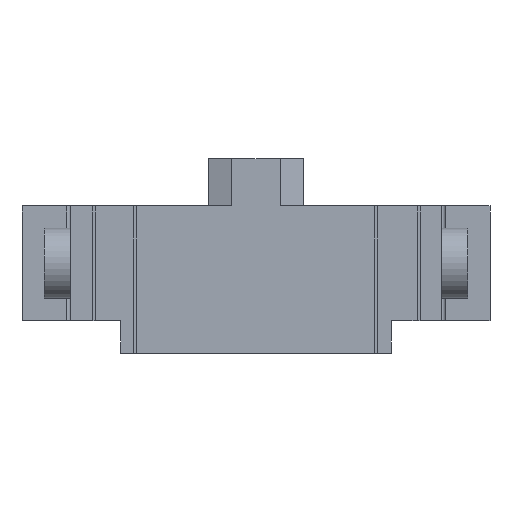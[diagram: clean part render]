
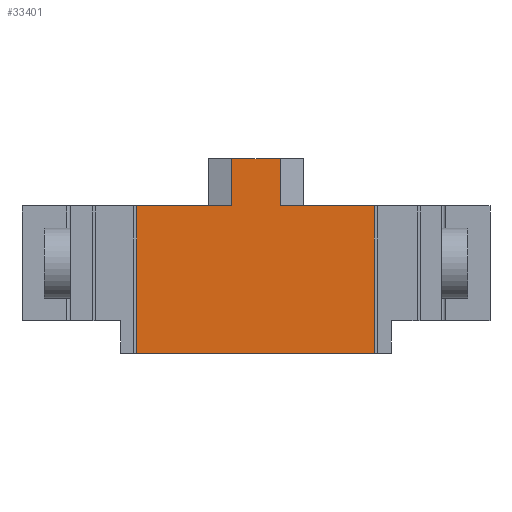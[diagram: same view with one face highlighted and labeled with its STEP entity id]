
A CAD part, front view. The second image highlights one B-rep face of the part: STEP entity #33401.
In plain terms, the highlighted planar face has unit normal (0, -1, 0).
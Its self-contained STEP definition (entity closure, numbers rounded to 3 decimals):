
#3258 = PLANE('',#3259);
#3259 = AXIS2_PLACEMENT_3D('',#3260,#3261,#3262);
#3260 = CARTESIAN_POINT('',(-15.9,-40.,3.4));
#3261 = DIRECTION('',(0.,0.,1.));
#3262 = DIRECTION('',(1.,0.,-0.));
#4476 = PLANE('',#4477);
#4477 = AXIS2_PLACEMENT_3D('',#4478,#4479,#4480);
#4478 = CARTESIAN_POINT('',(-12.6,-39.9,-6.6));
#4479 = DIRECTION('',(0.,0.,-1.));
#4480 = DIRECTION('',(0.,1.,0.));
#5736 = PLANE('',#5737);
#5737 = AXIS2_PLACEMENT_3D('',#5738,#5739,#5740);
#5738 = CARTESIAN_POINT('',(-15.9,-40.,3.4));
#5739 = DIRECTION('',(0.,0.,1.));
#5740 = DIRECTION('',(1.,0.,-0.));
#8755 = VERTEX_POINT('',#8756);
#8756 = CARTESIAN_POINT('',(1.65,-39.9,3.4));
#8772 = PLANE('',#8773);
#8773 = AXIS2_PLACEMENT_3D('',#8774,#8775,#8776);
#8774 = CARTESIAN_POINT('',(2.45,-39.667,3.4));
#8775 = DIRECTION('',(0.28,-0.96,0.));
#8776 = DIRECTION('',(0.,0.,-1.));
#8784 = EDGE_CURVE('',#8785,#8755,#8787,.T.);
#8785 = VERTEX_POINT('',#8786);
#8786 = CARTESIAN_POINT('',(8.05,-39.9,3.4));
#8787 = SURFACE_CURVE('',#8788,(#8792,#8799),.PCURVE_S1.);
#8788 = LINE('',#8789,#8790);
#8789 = CARTESIAN_POINT('',(12.6,-39.9,3.4));
#8790 = VECTOR('',#8791,1.);
#8791 = DIRECTION('',(-1.,0.,0.));
#8792 = PCURVE('',#3258,#8793);
#8793 = DEFINITIONAL_REPRESENTATION('',(#8794),#8798);
#8794 = LINE('',#8795,#8796);
#8795 = CARTESIAN_POINT('',(28.5,0.1));
#8796 = VECTOR('',#8797,1.);
#8797 = DIRECTION('',(-1.,0.));
#8798 = ( GEOMETRIC_REPRESENTATION_CONTEXT(2) 
PARAMETRIC_REPRESENTATION_CONTEXT() REPRESENTATION_CONTEXT('2D SPACE',''
  ) );
#8799 = PCURVE('',#8800,#8805);
#8800 = PLANE('',#8801);
#8801 = AXIS2_PLACEMENT_3D('',#8802,#8803,#8804);
#8802 = CARTESIAN_POINT('',(8.,-39.9,-6.6));
#8803 = DIRECTION('',(0.,1.,0.));
#8804 = DIRECTION('',(0.,0.,1.));
#8805 = DEFINITIONAL_REPRESENTATION('',(#8806),#8810);
#8806 = LINE('',#8807,#8808);
#8807 = CARTESIAN_POINT('',(10.,4.6));
#8808 = VECTOR('',#8809,1.);
#8809 = DIRECTION('',(0.,-1.));
#8810 = ( GEOMETRIC_REPRESENTATION_CONTEXT(2) 
PARAMETRIC_REPRESENTATION_CONTEXT() REPRESENTATION_CONTEXT('2D SPACE',''
  ) );
#8828 = PLANE('',#8829);
#8829 = AXIS2_PLACEMENT_3D('',#8830,#8831,#8832);
#8830 = CARTESIAN_POINT('',(8.05,-39.9,-6.6));
#8831 = DIRECTION('',(-1.,0.,0.));
#8832 = DIRECTION('',(0.,0.,1.));
#15137 = EDGE_CURVE('',#15138,#15140,#15142,.T.);
#15138 = VERTEX_POINT('',#15139);
#15139 = CARTESIAN_POINT('',(8.05,-39.9,-6.6));
#15140 = VERTEX_POINT('',#15141);
#15141 = CARTESIAN_POINT('',(-8.1,-39.9,-6.6));
#15142 = SURFACE_CURVE('',#15143,(#15147,#15154),.PCURVE_S1.);
#15143 = LINE('',#15144,#15145);
#15144 = CARTESIAN_POINT('',(8.05,-39.9,-6.6));
#15145 = VECTOR('',#15146,1.);
#15146 = DIRECTION('',(-1.,0.,0.));
#15147 = PCURVE('',#4476,#15148);
#15148 = DEFINITIONAL_REPRESENTATION('',(#15149),#15153);
#15149 = LINE('',#15150,#15151);
#15150 = CARTESIAN_POINT('',(0.,20.65));
#15151 = VECTOR('',#15152,1.);
#15152 = DIRECTION('',(0.,-1.));
#15153 = ( GEOMETRIC_REPRESENTATION_CONTEXT(2) 
PARAMETRIC_REPRESENTATION_CONTEXT() REPRESENTATION_CONTEXT('2D SPACE',''
  ) );
#15154 = PCURVE('',#8800,#15155);
#15155 = DEFINITIONAL_REPRESENTATION('',(#15156),#15160);
#15156 = LINE('',#15157,#15158);
#15157 = CARTESIAN_POINT('',(0.,0.05));
#15158 = VECTOR('',#15159,1.);
#15159 = DIRECTION('',(0.,-1.));
#15160 = ( GEOMETRIC_REPRESENTATION_CONTEXT(2) 
PARAMETRIC_REPRESENTATION_CONTEXT() REPRESENTATION_CONTEXT('2D SPACE',''
  ) );
#15178 = PLANE('',#15179);
#15179 = AXIS2_PLACEMENT_3D('',#15180,#15181,#15182);
#15180 = CARTESIAN_POINT('',(-8.1,-39.1,-6.6));
#15181 = DIRECTION('',(-1.,0.,0.));
#15182 = DIRECTION('',(0.,0.,1.));
#16100 = VERTEX_POINT('',#16101);
#16101 = CARTESIAN_POINT('',(-8.1,-39.9,3.4));
#16122 = EDGE_CURVE('',#16123,#16100,#16125,.T.);
#16123 = VERTEX_POINT('',#16124);
#16124 = CARTESIAN_POINT('',(-1.65,-39.9,3.4));
#16125 = SURFACE_CURVE('',#16126,(#16130,#16137),.PCURVE_S1.);
#16126 = LINE('',#16127,#16128);
#16127 = CARTESIAN_POINT('',(12.6,-39.9,3.4));
#16128 = VECTOR('',#16129,1.);
#16129 = DIRECTION('',(-1.,0.,0.));
#16130 = PCURVE('',#5736,#16131);
#16131 = DEFINITIONAL_REPRESENTATION('',(#16132),#16136);
#16132 = LINE('',#16133,#16134);
#16133 = CARTESIAN_POINT('',(28.5,0.1));
#16134 = VECTOR('',#16135,1.);
#16135 = DIRECTION('',(-1.,0.));
#16136 = ( GEOMETRIC_REPRESENTATION_CONTEXT(2) 
PARAMETRIC_REPRESENTATION_CONTEXT() REPRESENTATION_CONTEXT('2D SPACE',''
  ) );
#16137 = PCURVE('',#8800,#16138);
#16138 = DEFINITIONAL_REPRESENTATION('',(#16139),#16143);
#16139 = LINE('',#16140,#16141);
#16140 = CARTESIAN_POINT('',(10.,4.6));
#16141 = VECTOR('',#16142,1.);
#16142 = DIRECTION('',(0.,-1.));
#16143 = ( GEOMETRIC_REPRESENTATION_CONTEXT(2) 
PARAMETRIC_REPRESENTATION_CONTEXT() REPRESENTATION_CONTEXT('2D SPACE',''
  ) );
#16161 = PLANE('',#16162);
#16162 = AXIS2_PLACEMENT_3D('',#16163,#16164,#16165);
#16163 = CARTESIAN_POINT('',(-2.45,-39.667,3.4));
#16164 = DIRECTION('',(0.28,0.96,0.));
#16165 = DIRECTION('',(0.,0.,-1.));
#22468 = PLANE('',#22469);
#22469 = AXIS2_PLACEMENT_3D('',#22470,#22471,#22472);
#22470 = CARTESIAN_POINT('',(-1.65,-40.,6.6));
#22471 = DIRECTION('',(0.,0.,1.));
#22472 = DIRECTION('',(1.,0.,-0.));
#23587 = EDGE_CURVE('',#8755,#23588,#23590,.T.);
#23588 = VERTEX_POINT('',#23589);
#23589 = CARTESIAN_POINT('',(1.65,-39.9,6.6));
#23590 = SURFACE_CURVE('',#23591,(#23595,#23602),.PCURVE_S1.);
#23591 = LINE('',#23592,#23593);
#23592 = CARTESIAN_POINT('',(1.65,-39.9,5.));
#23593 = VECTOR('',#23594,1.);
#23594 = DIRECTION('',(-0.,0.,1.));
#23595 = PCURVE('',#8772,#23596);
#23596 = DEFINITIONAL_REPRESENTATION('',(#23597),#23601);
#23597 = LINE('',#23598,#23599);
#23598 = CARTESIAN_POINT('',(-1.6,-0.833));
#23599 = VECTOR('',#23600,1.);
#23600 = DIRECTION('',(-1.,0.));
#23601 = ( GEOMETRIC_REPRESENTATION_CONTEXT(2) 
PARAMETRIC_REPRESENTATION_CONTEXT() REPRESENTATION_CONTEXT('2D SPACE',''
  ) );
#23602 = PCURVE('',#8800,#23603);
#23603 = DEFINITIONAL_REPRESENTATION('',(#23604),#23608);
#23604 = LINE('',#23605,#23606);
#23605 = CARTESIAN_POINT('',(11.6,-6.35));
#23606 = VECTOR('',#23607,1.);
#23607 = DIRECTION('',(1.,0.));
#23608 = ( GEOMETRIC_REPRESENTATION_CONTEXT(2) 
PARAMETRIC_REPRESENTATION_CONTEXT() REPRESENTATION_CONTEXT('2D SPACE',''
  ) );
#33379 = EDGE_CURVE('',#15138,#8785,#33380,.T.);
#33380 = SURFACE_CURVE('',#33381,(#33385,#33392),.PCURVE_S1.);
#33381 = LINE('',#33382,#33383);
#33382 = CARTESIAN_POINT('',(8.05,-39.9,-6.6));
#33383 = VECTOR('',#33384,1.);
#33384 = DIRECTION('',(0.,0.,1.));
#33385 = PCURVE('',#8828,#33386);
#33386 = DEFINITIONAL_REPRESENTATION('',(#33387),#33391);
#33387 = LINE('',#33388,#33389);
#33388 = CARTESIAN_POINT('',(0.,0.));
#33389 = VECTOR('',#33390,1.);
#33390 = DIRECTION('',(1.,0.));
#33391 = ( GEOMETRIC_REPRESENTATION_CONTEXT(2) 
PARAMETRIC_REPRESENTATION_CONTEXT() REPRESENTATION_CONTEXT('2D SPACE',''
  ) );
#33392 = PCURVE('',#8800,#33393);
#33393 = DEFINITIONAL_REPRESENTATION('',(#33394),#33398);
#33394 = LINE('',#33395,#33396);
#33395 = CARTESIAN_POINT('',(0.,0.05));
#33396 = VECTOR('',#33397,1.);
#33397 = DIRECTION('',(1.,0.));
#33398 = ( GEOMETRIC_REPRESENTATION_CONTEXT(2) 
PARAMETRIC_REPRESENTATION_CONTEXT() REPRESENTATION_CONTEXT('2D SPACE',''
  ) );
#33401 = ADVANCED_FACE('',(#33402),#8800,.F.);
#33402 = FACE_BOUND('',#33403,.F.);
#33403 = EDGE_LOOP('',(#33404,#33425,#33426,#33449,#33470,#33471,#33472,
    #33473));
#33404 = ORIENTED_EDGE('',*,*,#33405,.T.);
#33405 = EDGE_CURVE('',#15140,#16100,#33406,.T.);
#33406 = SURFACE_CURVE('',#33407,(#33411,#33418),.PCURVE_S1.);
#33407 = LINE('',#33408,#33409);
#33408 = CARTESIAN_POINT('',(-8.1,-39.9,-0.5));
#33409 = VECTOR('',#33410,1.);
#33410 = DIRECTION('',(0.,-0.,1.));
#33411 = PCURVE('',#8800,#33412);
#33412 = DEFINITIONAL_REPRESENTATION('',(#33413),#33417);
#33413 = LINE('',#33414,#33415);
#33414 = CARTESIAN_POINT('',(6.1,-16.1));
#33415 = VECTOR('',#33416,1.);
#33416 = DIRECTION('',(1.,0.));
#33417 = ( GEOMETRIC_REPRESENTATION_CONTEXT(2) 
PARAMETRIC_REPRESENTATION_CONTEXT() REPRESENTATION_CONTEXT('2D SPACE',''
  ) );
#33418 = PCURVE('',#15178,#33419);
#33419 = DEFINITIONAL_REPRESENTATION('',(#33420),#33424);
#33420 = LINE('',#33421,#33422);
#33421 = CARTESIAN_POINT('',(6.1,-0.8));
#33422 = VECTOR('',#33423,1.);
#33423 = DIRECTION('',(1.,0.));
#33424 = ( GEOMETRIC_REPRESENTATION_CONTEXT(2) 
PARAMETRIC_REPRESENTATION_CONTEXT() REPRESENTATION_CONTEXT('2D SPACE',''
  ) );
#33425 = ORIENTED_EDGE('',*,*,#16122,.F.);
#33426 = ORIENTED_EDGE('',*,*,#33427,.F.);
#33427 = EDGE_CURVE('',#33428,#16123,#33430,.T.);
#33428 = VERTEX_POINT('',#33429);
#33429 = CARTESIAN_POINT('',(-1.65,-39.9,6.6));
#33430 = SURFACE_CURVE('',#33431,(#33435,#33442),.PCURVE_S1.);
#33431 = LINE('',#33432,#33433);
#33432 = CARTESIAN_POINT('',(-1.65,-39.9,3.4));
#33433 = VECTOR('',#33434,1.);
#33434 = DIRECTION('',(0.,0.,-1.));
#33435 = PCURVE('',#8800,#33436);
#33436 = DEFINITIONAL_REPRESENTATION('',(#33437),#33441);
#33437 = LINE('',#33438,#33439);
#33438 = CARTESIAN_POINT('',(10.,-9.65));
#33439 = VECTOR('',#33440,1.);
#33440 = DIRECTION('',(-1.,0.));
#33441 = ( GEOMETRIC_REPRESENTATION_CONTEXT(2) 
PARAMETRIC_REPRESENTATION_CONTEXT() REPRESENTATION_CONTEXT('2D SPACE',''
  ) );
#33442 = PCURVE('',#16161,#33443);
#33443 = DEFINITIONAL_REPRESENTATION('',(#33444),#33448);
#33444 = LINE('',#33445,#33446);
#33445 = CARTESIAN_POINT('',(0.,-0.833));
#33446 = VECTOR('',#33447,1.);
#33447 = DIRECTION('',(1.,-0.));
#33448 = ( GEOMETRIC_REPRESENTATION_CONTEXT(2) 
PARAMETRIC_REPRESENTATION_CONTEXT() REPRESENTATION_CONTEXT('2D SPACE',''
  ) );
#33449 = ORIENTED_EDGE('',*,*,#33450,.F.);
#33450 = EDGE_CURVE('',#23588,#33428,#33451,.T.);
#33451 = SURFACE_CURVE('',#33452,(#33456,#33463),.PCURVE_S1.);
#33452 = LINE('',#33453,#33454);
#33453 = CARTESIAN_POINT('',(3.25,-39.9,6.6));
#33454 = VECTOR('',#33455,1.);
#33455 = DIRECTION('',(-1.,0.,0.));
#33456 = PCURVE('',#8800,#33457);
#33457 = DEFINITIONAL_REPRESENTATION('',(#33458),#33462);
#33458 = LINE('',#33459,#33460);
#33459 = CARTESIAN_POINT('',(13.2,-4.75));
#33460 = VECTOR('',#33461,1.);
#33461 = DIRECTION('',(0.,-1.));
#33462 = ( GEOMETRIC_REPRESENTATION_CONTEXT(2) 
PARAMETRIC_REPRESENTATION_CONTEXT() REPRESENTATION_CONTEXT('2D SPACE',''
  ) );
#33463 = PCURVE('',#22468,#33464);
#33464 = DEFINITIONAL_REPRESENTATION('',(#33465),#33469);
#33465 = LINE('',#33466,#33467);
#33466 = CARTESIAN_POINT('',(4.9,0.1));
#33467 = VECTOR('',#33468,1.);
#33468 = DIRECTION('',(-1.,0.));
#33469 = ( GEOMETRIC_REPRESENTATION_CONTEXT(2) 
PARAMETRIC_REPRESENTATION_CONTEXT() REPRESENTATION_CONTEXT('2D SPACE',''
  ) );
#33470 = ORIENTED_EDGE('',*,*,#23587,.F.);
#33471 = ORIENTED_EDGE('',*,*,#8784,.F.);
#33472 = ORIENTED_EDGE('',*,*,#33379,.F.);
#33473 = ORIENTED_EDGE('',*,*,#15137,.T.);
